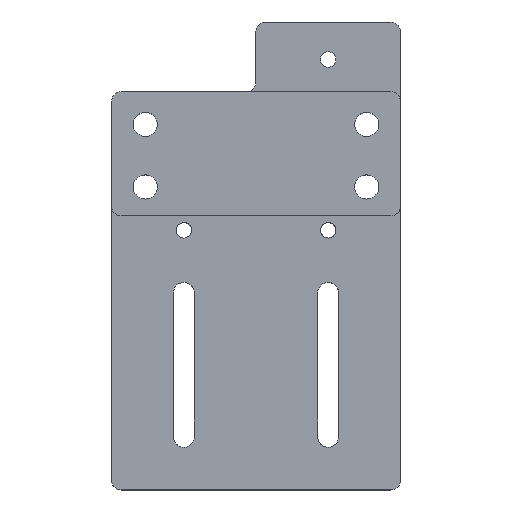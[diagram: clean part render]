
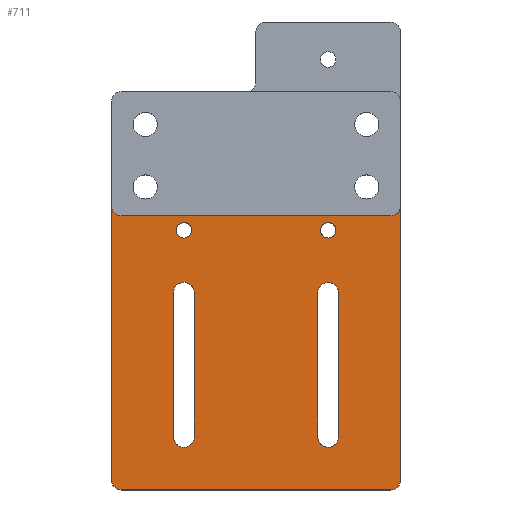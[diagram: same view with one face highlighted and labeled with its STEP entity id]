
A CAD part, top view. The second image highlights one B-rep face of the part: STEP entity #711.
In plain terms, the highlighted planar face has unit normal (0, -0.007, 1).
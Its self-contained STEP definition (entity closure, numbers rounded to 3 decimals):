
#15=ELLIPSE('',#739,2.,2.);
#18=ELLIPSE('',#760,2.,2.);
#19=ELLIPSE('',#762,2.,2.);
#20=ELLIPSE('',#765,2.,2.);
#23=ELLIPSE('',#779,1.6,1.6);
#24=ELLIPSE('',#781,1.6,1.6);
#25=ELLIPSE('',#788,2.15,2.15);
#26=ELLIPSE('',#791,2.15,2.15);
#27=ELLIPSE('',#794,2.15,2.15);
#28=ELLIPSE('',#797,2.15,2.15);
#43=FACE_BOUND('',#146,.T.);
#44=FACE_BOUND('',#147,.T.);
#45=FACE_BOUND('',#148,.T.);
#46=FACE_BOUND('',#149,.T.);
#61=PLANE('',#800);
#96=FACE_OUTER_BOUND('',#145,.T.);
#145=EDGE_LOOP('',(#639,#640,#641,#642,#643,#644,#645,#646));
#146=EDGE_LOOP('',(#647));
#147=EDGE_LOOP('',(#648));
#148=EDGE_LOOP('',(#649,#650,#651,#652));
#149=EDGE_LOOP('',(#653,#654,#655,#656));
#155=LINE('',#1030,#214);
#166=LINE('',#1070,#225);
#177=LINE('',#1127,#236);
#197=LINE('',#1181,#256);
#200=LINE('',#1189,#259);
#203=LINE('',#1197,#262);
#206=LINE('',#1205,#265);
#208=LINE('',#1211,#267);
#214=VECTOR('',#816,10.);
#225=VECTOR('',#851,10.);
#236=VECTOR('',#906,10.);
#256=VECTOR('',#972,10.);
#259=VECTOR('',#981,10.);
#262=VECTOR('',#990,10.);
#265=VECTOR('',#999,10.);
#267=VECTOR('',#1009,10.);
#300=VERTEX_POINT('',#1027);
#301=VERTEX_POINT('',#1029);
#313=VERTEX_POINT('',#1057);
#314=VERTEX_POINT('',#1058);
#318=VERTEX_POINT('',#1068);
#341=VERTEX_POINT('',#1121);
#342=VERTEX_POINT('',#1123);
#343=VERTEX_POINT('',#1130);
#350=VERTEX_POINT('',#1162);
#351=VERTEX_POINT('',#1166);
#352=VERTEX_POINT('',#1178);
#353=VERTEX_POINT('',#1180);
#354=VERTEX_POINT('',#1184);
#355=VERTEX_POINT('',#1188);
#356=VERTEX_POINT('',#1194);
#357=VERTEX_POINT('',#1196);
#358=VERTEX_POINT('',#1200);
#359=VERTEX_POINT('',#1204);
#367=EDGE_CURVE('',#301,#300,#155,.T.);
#381=EDGE_CURVE('',#313,#314,#15,.T.);
#387=EDGE_CURVE('',#318,#313,#166,.T.);
#412=EDGE_CURVE('',#301,#318,#18,.T.);
#414=EDGE_CURVE('',#341,#342,#19,.F.);
#416=EDGE_CURVE('',#314,#341,#177,.T.);
#419=EDGE_CURVE('',#343,#300,#20,.F.);
#434=EDGE_CURVE('',#350,#350,#23,.T.);
#436=EDGE_CURVE('',#351,#351,#24,.T.);
#443=EDGE_CURVE('',#353,#352,#197,.T.);
#445=EDGE_CURVE('',#354,#353,#25,.T.);
#447=EDGE_CURVE('',#355,#354,#200,.T.);
#449=EDGE_CURVE('',#352,#355,#26,.T.);
#451=EDGE_CURVE('',#357,#356,#203,.T.);
#453=EDGE_CURVE('',#358,#357,#27,.T.);
#455=EDGE_CURVE('',#359,#358,#206,.T.);
#457=EDGE_CURVE('',#356,#359,#28,.T.);
#458=EDGE_CURVE('',#343,#342,#208,.T.);
#639=ORIENTED_EDGE('',*,*,#381,.F.);
#640=ORIENTED_EDGE('',*,*,#387,.F.);
#641=ORIENTED_EDGE('',*,*,#412,.F.);
#642=ORIENTED_EDGE('',*,*,#367,.T.);
#643=ORIENTED_EDGE('',*,*,#419,.F.);
#644=ORIENTED_EDGE('',*,*,#458,.T.);
#645=ORIENTED_EDGE('',*,*,#414,.F.);
#646=ORIENTED_EDGE('',*,*,#416,.F.);
#647=ORIENTED_EDGE('',*,*,#434,.T.);
#648=ORIENTED_EDGE('',*,*,#436,.T.);
#649=ORIENTED_EDGE('',*,*,#447,.T.);
#650=ORIENTED_EDGE('',*,*,#445,.T.);
#651=ORIENTED_EDGE('',*,*,#443,.T.);
#652=ORIENTED_EDGE('',*,*,#449,.T.);
#653=ORIENTED_EDGE('',*,*,#455,.T.);
#654=ORIENTED_EDGE('',*,*,#453,.T.);
#655=ORIENTED_EDGE('',*,*,#451,.T.);
#656=ORIENTED_EDGE('',*,*,#457,.T.);
#711=ADVANCED_FACE('',(#96,#43,#44,#45,#46),#61,.T.);
#739=AXIS2_PLACEMENT_3D('',#1059,#841,#842);
#760=AXIS2_PLACEMENT_3D('',#1119,#896,#897);
#762=AXIS2_PLACEMENT_3D('',#1124,#901,#902);
#765=AXIS2_PLACEMENT_3D('',#1132,#911,#912);
#779=AXIS2_PLACEMENT_3D('',#1163,#949,#950);
#781=AXIS2_PLACEMENT_3D('',#1167,#954,#955);
#788=AXIS2_PLACEMENT_3D('',#1185,#976,#977);
#791=AXIS2_PLACEMENT_3D('',#1192,#985,#986);
#794=AXIS2_PLACEMENT_3D('',#1201,#994,#995);
#797=AXIS2_PLACEMENT_3D('',#1208,#1003,#1004);
#800=AXIS2_PLACEMENT_3D('',#1212,#1010,#1011);
#816=DIRECTION('',(0.,1.,0.007));
#841=DIRECTION('center_axis',(0.,0.007,
-1.));
#842=DIRECTION('ref_axis',(0.,-1.,-0.007));
#851=DIRECTION('',(-1.,0.,0.));
#896=DIRECTION('center_axis',(0.,0.007,
-1.));
#897=DIRECTION('ref_axis',(0.,-1.,-0.007));
#901=DIRECTION('center_axis',(0.,0.007,
-1.));
#902=DIRECTION('ref_axis',(0.,-1.,-0.007));
#906=DIRECTION('',(0.,1.,0.007));
#911=DIRECTION('center_axis',(0.,0.007,
-1.));
#912=DIRECTION('ref_axis',(0.,-1.,-0.007));
#949=DIRECTION('center_axis',(0.,0.007,
-1.));
#950=DIRECTION('ref_axis',(0.,-1.,-0.007));
#954=DIRECTION('center_axis',(0.,0.007,
-1.));
#955=DIRECTION('ref_axis',(0.,-1.,-0.007));
#972=DIRECTION('',(0.,1.,0.007));
#976=DIRECTION('center_axis',(0.,0.007,
-1.));
#977=DIRECTION('ref_axis',(0.,1.,0.007));
#981=DIRECTION('',(0.,-1.,-0.007));
#985=DIRECTION('center_axis',(0.,0.007,
-1.));
#986=DIRECTION('ref_axis',(0.,-1.,-0.007));
#990=DIRECTION('',(0.,1.,0.007));
#994=DIRECTION('center_axis',(0.,0.007,
-1.));
#995=DIRECTION('ref_axis',(0.,1.,0.007));
#999=DIRECTION('',(0.,-1.,-0.007));
#1003=DIRECTION('center_axis',(0.,0.007,
-1.));
#1004=DIRECTION('ref_axis',(0.,-1.,-0.007));
#1009=DIRECTION('',(-1.,0.,0.));
#1010=DIRECTION('center_axis',(0.,-0.007,
1.));
#1011=DIRECTION('ref_axis',(0.,1.,0.007));
#1027=CARTESIAN_POINT('',(30.,-172.5,-29.936));
#1029=CARTESIAN_POINT('',(30.,-229.466,-30.336));
#1030=CARTESIAN_POINT('',(30.,-231.466,-30.35));
#1057=CARTESIAN_POINT('',(-28.,-231.466,-30.35));
#1058=CARTESIAN_POINT('',(-30.,-229.466,-30.336));
#1059=CARTESIAN_POINT('Origin',(-28.,-229.466,-30.336));
#1068=CARTESIAN_POINT('',(28.,-231.466,-30.35));
#1070=CARTESIAN_POINT('',(30.,-231.466,-30.35));
#1119=CARTESIAN_POINT('Origin',(28.,-229.466,-30.336));
#1121=CARTESIAN_POINT('',(-30.,-172.5,-29.936));
#1123=CARTESIAN_POINT('',(-28.,-174.5,-29.95));
#1124=CARTESIAN_POINT('Origin',(-28.,-172.5,-29.936));
#1127=CARTESIAN_POINT('',(-30.,-231.466,-30.35));
#1130=CARTESIAN_POINT('',(28.,-174.5,-29.95));
#1132=CARTESIAN_POINT('Origin',(28.,-172.5,-29.936));
#1162=CARTESIAN_POINT('',(-16.6,-177.5,-29.971));
#1163=CARTESIAN_POINT('Origin',(-15.,-177.5,-29.971));
#1166=CARTESIAN_POINT('',(13.4,-177.5,-29.971));
#1167=CARTESIAN_POINT('Origin',(15.,-177.5,-29.971));
#1178=CARTESIAN_POINT('',(-17.15,-190.466,-30.062));
#1180=CARTESIAN_POINT('',(-17.15,-220.466,-30.273));
#1181=CARTESIAN_POINT('',(-17.15,-225.965,-30.311));
#1184=CARTESIAN_POINT('',(-12.85,-220.466,-30.273));
#1185=CARTESIAN_POINT('Origin',(-15.,-220.466,-30.273));
#1188=CARTESIAN_POINT('',(-12.85,-190.466,-30.062));
#1189=CARTESIAN_POINT('',(-12.85,-210.966,-30.206));
#1192=CARTESIAN_POINT('Origin',(-15.,-190.466,-30.062));
#1194=CARTESIAN_POINT('',(12.85,-190.466,-30.062));
#1196=CARTESIAN_POINT('',(12.85,-220.466,-30.273));
#1197=CARTESIAN_POINT('',(12.85,-225.965,-30.311));
#1200=CARTESIAN_POINT('',(17.15,-220.466,-30.273));
#1201=CARTESIAN_POINT('Origin',(15.,-220.466,-30.273));
#1204=CARTESIAN_POINT('',(17.15,-190.466,-30.062));
#1205=CARTESIAN_POINT('',(17.15,-210.966,-30.206));
#1208=CARTESIAN_POINT('Origin',(15.,-190.466,-30.062));
#1211=CARTESIAN_POINT('',(30.,-174.5,-29.95));
#1212=CARTESIAN_POINT('Origin',(30.,-231.466,-30.35));
